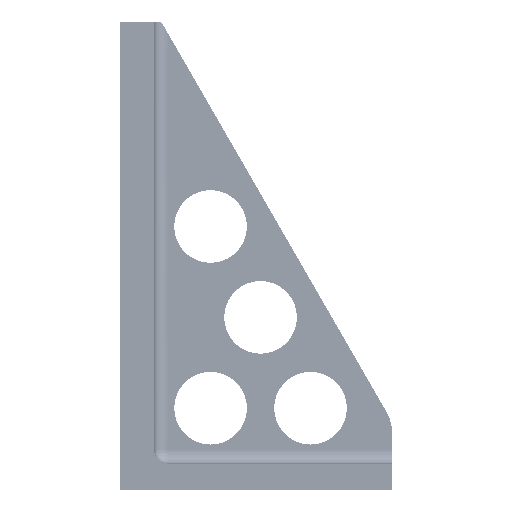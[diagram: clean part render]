
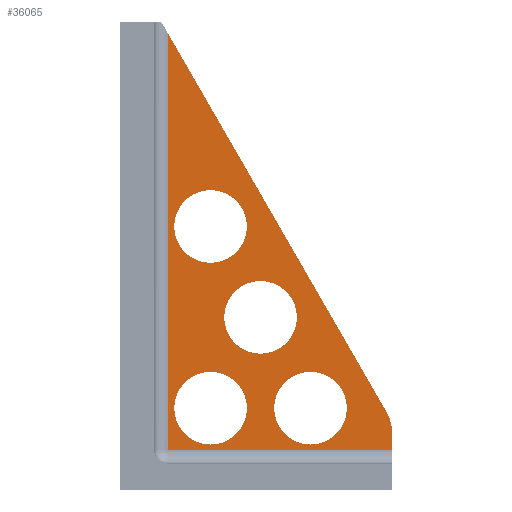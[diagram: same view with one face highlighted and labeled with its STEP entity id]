
A CAD part, front view. The second image highlights one B-rep face of the part: STEP entity #36065.
In plain terms, the highlighted planar face has unit normal (0, -1, 0).
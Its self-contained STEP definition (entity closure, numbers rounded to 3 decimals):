
#33125=EDGE_CURVE('',#76507,#54221,#95664,.T.);
#33945=VERTEX_POINT('',#96585);
#34497=VERTEX_POINT('',#97205);
#34961=EDGE_CURVE('',#71703,#33945,#97725,.T.);
#36065=ADVANCED_FACE('',(#98968,#98969,#98970,#98971,#98972),#98973,.F.);
#36905=VERTEX_POINT('',#99930);
#50009=EDGE_CURVE('',#54221,#72873,#114623,.T.);
#51535=EDGE_CURVE('',#36905,#65883,#116355,.T.);
#53195=VERTEX_POINT('',#118211);
#54221=VERTEX_POINT('',#119359);
#55433=EDGE_CURVE('',#57909,#63197,#120733,.T.);
#56005=VERTEX_POINT('',#121368);
#57909=VERTEX_POINT('',#123501);
#59589=EDGE_CURVE('',#34497,#53195,#125377,.T.);
#61713=EDGE_CURVE('',#63197,#57909,#127778,.T.);
#63197=VERTEX_POINT('',#129417);
#65883=VERTEX_POINT('',#132440);
#68235=EDGE_CURVE('',#33945,#71703,#135094,.T.);
#70805=VERTEX_POINT('',#137998);
#71703=VERTEX_POINT('',#139002);
#72329=EDGE_CURVE('',#56005,#70805,#139713,.T.);
#72873=VERTEX_POINT('',#140331);
#76507=VERTEX_POINT('',#144415);
#80673=EDGE_CURVE('',#72873,#36905,#149144,.T.);
#80963=EDGE_CURVE('',#70805,#56005,#149466,.T.);
#83859=EDGE_CURVE('',#65883,#76507,#152750,.T.);
#88167=EDGE_CURVE('',#53195,#34497,#157618,.T.);
#95664=LINE('',#166416,#166417);
#96585=CARTESIAN_POINT('',(65.,35.,290.0));
#97205=CARTESIAN_POINT('',(175.0,35.,90.0));
#97725=CIRCLE('',#169082,40.0);
#98968=FACE_OUTER_BOUND('',#170666,.T.);
#98969=FACE_BOUND('',#170667,.T.);
#98970=FACE_BOUND('',#170668,.T.);
#98971=FACE_BOUND('',#170669,.T.);
#98972=FACE_BOUND('',#170670,.T.);
#98973=PLANE('',#170671);
#99930=CARTESIAN_POINT('',(218.301,35.,86.465));
#114623=LINE('',#190885,#190886);
#116355=CIRCLE('',#193104,50.);
#118211=CARTESIAN_POINT('',(95.,35.,90.0));
#119359=CARTESIAN_POINT('',(-22.,35.,44.));
#120733=CIRCLE('',#198772,40.0);
#121368=CARTESIAN_POINT('',(40.0,35.,190.0));
#123501=CARTESIAN_POINT('',(-15.,35.,90.0));
#125377=CIRCLE('',#204800,40.0);
#127778=CIRCLE('',#207900,40.0);
#129417=CARTESIAN_POINT('',(65.,35.,90.0));
#132440=CARTESIAN_POINT('',(225.0,35.,61.465));
#135094=CIRCLE('',#217392,40.0);
#137998=CARTESIAN_POINT('',(120.0,35.,190.0));
#139002=CARTESIAN_POINT('',(-15.,35.,290.0));
#139713=CIRCLE('',#223308,40.0);
#140331=CARTESIAN_POINT('',(-22.,35.,502.679));
#144415=CARTESIAN_POINT('',(225.0,35.,44.));
#149144=LINE('',#235415,#235416);
#149466=CIRCLE('',#235841,40.0);
#152750=LINE('',#240065,#240066);
#157618=CIRCLE('',#246332,40.0);
#166416=CARTESIAN_POINT('',(225.0,35.,44.));
#166417=VECTOR('',#257122,1.0);
#169082=AXIS2_PLACEMENT_3D('',#259974,#259975,#259976);
#170666=EDGE_LOOP('',(#261693,#261694,#261695,#261696,#261697));
#170667=EDGE_LOOP('',(#261698,#261699));
#170668=EDGE_LOOP('',(#261700,#261701));
#170669=EDGE_LOOP('',(#261702,#261703));
#170670=EDGE_LOOP('',(#261704,#261705));
#170671=AXIS2_PLACEMENT_3D('',#261706,#261707,#261708);
#190885=CARTESIAN_POINT('',(-22.,35.,515.0));
#190886=VECTOR('',#283583,1.0);
#193104=AXIS2_PLACEMENT_3D('',#286147,#286148,#286149);
#198772=AXIS2_PLACEMENT_3D('',#292305,#292306,#292307);
#204800=AXIS2_PLACEMENT_3D('',#298739,#298740,#298741);
#207900=AXIS2_PLACEMENT_3D('',#302201,#302202,#302203);
#217392=AXIS2_PLACEMENT_3D('',#312450,#312451,#312452);
#223308=AXIS2_PLACEMENT_3D('',#319002,#319003,#319004);
#235415=CARTESIAN_POINT('',(105.347,35.,282.108));
#235416=VECTOR('',#332437,1.0);
#235841=AXIS2_PLACEMENT_3D('',#332877,#332878,#332879);
#240065=CARTESIAN_POINT('',(225.0,35.,52.733));
#240066=VECTOR('',#337612,1.0);
#246332=AXIS2_PLACEMENT_3D('',#344711,#344712,#344713);
#257122=DIRECTION('',(-1.0,0.0,0.0));
#259974=CARTESIAN_POINT('',(25.,35.,290.0));
#259975=DIRECTION('',(0.0,-1.0,0.0));
#259976=DIRECTION('',(1.0,0.0,0.0));
#261693=ORIENTED_EDGE('',*,*,#51535,.F.);
#261694=ORIENTED_EDGE('',*,*,#80673,.F.);
#261695=ORIENTED_EDGE('',*,*,#50009,.F.);
#261696=ORIENTED_EDGE('',*,*,#33125,.F.);
#261697=ORIENTED_EDGE('',*,*,#83859,.F.);
#261698=ORIENTED_EDGE('',*,*,#34961,.F.);
#261699=ORIENTED_EDGE('',*,*,#68235,.F.);
#261700=ORIENTED_EDGE('',*,*,#55433,.F.);
#261701=ORIENTED_EDGE('',*,*,#61713,.F.);
#261702=ORIENTED_EDGE('',*,*,#88167,.F.);
#261703=ORIENTED_EDGE('',*,*,#59589,.F.);
#261704=ORIENTED_EDGE('',*,*,#72329,.F.);
#261705=ORIENTED_EDGE('',*,*,#80963,.F.);
#261706=CARTESIAN_POINT('',(225.0,35.,44.));
#261707=DIRECTION('',(0.0,1.0,0.0));
#261708=DIRECTION('',(-1.0,0.0,0.0));
#283583=DIRECTION('',(0.0,0.0,1.0));
#286147=CARTESIAN_POINT('',(175.0,35.,61.465));
#286148=DIRECTION('',(-0.0,1.0,0.0));
#286149=DIRECTION('',(1.0,0.0,0.0));
#292305=CARTESIAN_POINT('',(25.,35.,90.0));
#292306=DIRECTION('',(0.0,-1.0,0.0));
#292307=DIRECTION('',(1.0,0.0,0.0));
#298739=CARTESIAN_POINT('',(135.0,35.,90.0));
#298740=DIRECTION('',(0.0,-1.0,0.0));
#298741=DIRECTION('',(1.0,0.0,0.0));
#302201=CARTESIAN_POINT('',(25.,35.,90.0));
#302202=DIRECTION('',(0.0,-1.0,0.0));
#302203=DIRECTION('',(1.0,0.0,0.0));
#312450=CARTESIAN_POINT('',(25.,35.,290.0));
#312451=DIRECTION('',(0.0,-1.0,0.0));
#312452=DIRECTION('',(1.0,0.0,0.0));
#319002=CARTESIAN_POINT('',(80.0,35.,190.0));
#319003=DIRECTION('',(0.0,-1.0,0.0));
#319004=DIRECTION('',(1.0,0.0,0.0));
#332437=DIRECTION('',(0.5,0.0,-0.866));
#332877=CARTESIAN_POINT('',(80.0,35.,190.0));
#332878=DIRECTION('',(0.0,-1.0,0.0));
#332879=DIRECTION('',(1.0,0.0,0.0));
#337612=DIRECTION('',(0.0,0.0,-1.0));
#344711=CARTESIAN_POINT('',(135.0,35.,90.0));
#344712=DIRECTION('',(0.0,-1.0,0.0));
#344713=DIRECTION('',(1.0,0.0,0.0));
